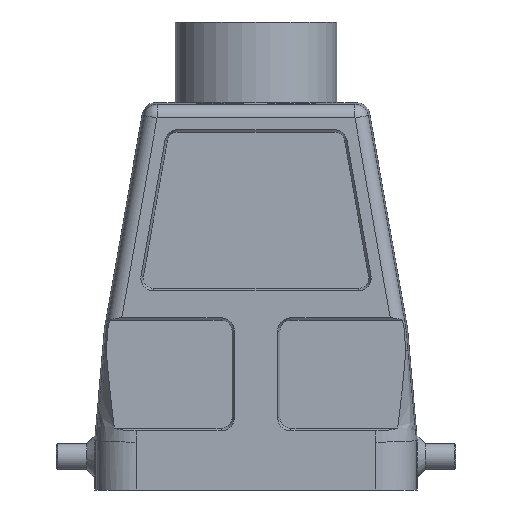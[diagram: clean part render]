
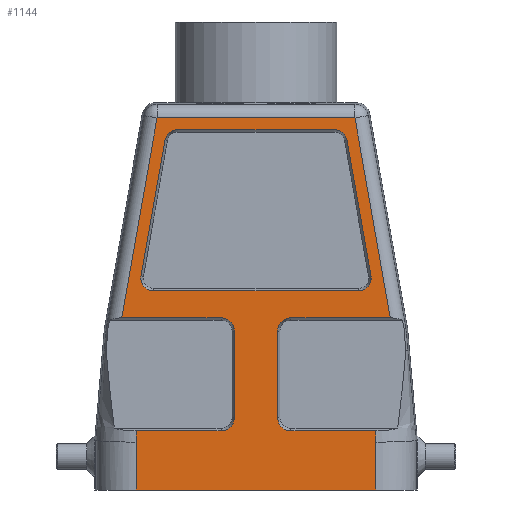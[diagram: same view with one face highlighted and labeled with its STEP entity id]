
A CAD part, front view. The second image highlights one B-rep face of the part: STEP entity #1144.
In plain terms, the highlighted planar face has unit normal (0, -1, 0).
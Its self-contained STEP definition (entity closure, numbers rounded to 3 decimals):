
#717=(
BOUNDED_CURVE()
B_SPLINE_CURVE(3,(#8485,#8486,#8487,#8488,#8489,#8490,#8491),
 .UNSPECIFIED.,.F.,.F.)
B_SPLINE_CURVE_WITH_KNOTS((4,3,4),(0.,0.667,1.),
 .UNSPECIFIED.)
CURVE()
GEOMETRIC_REPRESENTATION_ITEM()
RATIONAL_B_SPLINE_CURVE((1.,1.,1.,1.,1.,1.,1.))
REPRESENTATION_ITEM('')
);
#718=(
BOUNDED_CURVE()
B_SPLINE_CURVE(3,(#8519,#8520,#8521,#8522,#8523,#8524,#8525),
 .UNSPECIFIED.,.F.,.F.)
B_SPLINE_CURVE_WITH_KNOTS((4,3,4),(0.,0.333,1.),
 .UNSPECIFIED.)
CURVE()
GEOMETRIC_REPRESENTATION_ITEM()
RATIONAL_B_SPLINE_CURVE((1.,1.,1.,1.,1.,1.,1.))
REPRESENTATION_ITEM('')
);
#750=PLANE('',#5866);
#946=CIRCLE('',#5858,2.4);
#947=CIRCLE('',#5859,2.4);
#948=CIRCLE('',#5860,2.4);
#949=CIRCLE('',#5861,2.4);
#950=CIRCLE('',#5862,2.5);
#951=CIRCLE('',#5863,2.5);
#952=CIRCLE('',#5864,2.5);
#953=CIRCLE('',#5865,2.5);
#1036=FACE_BOUND('',#1749,.T.);
#1037=FACE_BOUND('',#1750,.T.);
#1144=ADVANCED_FACE('',(#1036,#1037),#750,.F.);
#1749=EDGE_LOOP('',(#3193,#3194,#3195,#3196,#3197,#3198,#3199,#3200));
#1750=EDGE_LOOP('',(#3201,#3202,#3203,#3204,#3205,#3206,#3207,#3208,#3209,
#3210,#3211,#3212,#3213,#3214,#3215,#3216,#3217,#3218));
#2199=LINE('',#8438,#2627);
#2205=LINE('',#8465,#2633);
#2206=LINE('',#8470,#2634);
#2207=LINE('',#8474,#2635);
#2208=LINE('',#8478,#2636);
#2209=LINE('',#8481,#2637);
#2210=LINE('',#8483,#2638);
#2211=LINE('',#8493,#2639);
#2212=LINE('',#8497,#2640);
#2213=LINE('',#8501,#2641);
#2214=LINE('',#8503,#2642);
#2215=LINE('',#8505,#2643);
#2216=LINE('',#8507,#2644);
#2217=LINE('',#8509,#2645);
#2218=LINE('',#8513,#2646);
#2219=LINE('',#8517,#2647);
#2627=VECTOR('',#6449,1.);
#2633=VECTOR('',#6473,1.);
#2634=VECTOR('',#6476,1.);
#2635=VECTOR('',#6479,1.);
#2636=VECTOR('',#6482,1.);
#2637=VECTOR('',#6485,1.);
#2638=VECTOR('',#6486,1.);
#2639=VECTOR('',#6487,1.);
#2640=VECTOR('',#6490,1.);
#2641=VECTOR('',#6493,1.);
#2642=VECTOR('',#6494,1.);
#2643=VECTOR('',#6495,1.);
#2644=VECTOR('',#6496,1.);
#2645=VECTOR('',#6497,1.);
#2646=VECTOR('',#6500,1.);
#2647=VECTOR('',#6503,1.);
#3193=ORIENTED_EDGE('',*,*,#5063,.T.);
#3194=ORIENTED_EDGE('',*,*,#5064,.T.);
#3195=ORIENTED_EDGE('',*,*,#5065,.F.);
#3196=ORIENTED_EDGE('',*,*,#5066,.F.);
#3197=ORIENTED_EDGE('',*,*,#5067,.F.);
#3198=ORIENTED_EDGE('',*,*,#5068,.T.);
#3199=ORIENTED_EDGE('',*,*,#5069,.T.);
#3200=ORIENTED_EDGE('',*,*,#5070,.T.);
#3201=ORIENTED_EDGE('',*,*,#5071,.T.);
#3202=ORIENTED_EDGE('',*,*,#5049,.T.);
#3203=ORIENTED_EDGE('',*,*,#5072,.T.);
#3204=ORIENTED_EDGE('',*,*,#5073,.T.);
#3205=ORIENTED_EDGE('',*,*,#5074,.T.);
#3206=ORIENTED_EDGE('',*,*,#5075,.T.);
#3207=ORIENTED_EDGE('',*,*,#5076,.T.);
#3208=ORIENTED_EDGE('',*,*,#5077,.T.);
#3209=ORIENTED_EDGE('',*,*,#5078,.T.);
#3210=ORIENTED_EDGE('',*,*,#5079,.T.);
#3211=ORIENTED_EDGE('',*,*,#5080,.T.);
#3212=ORIENTED_EDGE('',*,*,#5081,.T.);
#3213=ORIENTED_EDGE('',*,*,#5082,.F.);
#3214=ORIENTED_EDGE('',*,*,#5083,.F.);
#3215=ORIENTED_EDGE('',*,*,#5084,.F.);
#3216=ORIENTED_EDGE('',*,*,#5085,.F.);
#3217=ORIENTED_EDGE('',*,*,#5086,.F.);
#3218=ORIENTED_EDGE('',*,*,#5087,.T.);
#4561=VERTEX_POINT('',#8439);
#4562=VERTEX_POINT('',#8440);
#4573=VERTEX_POINT('',#8466);
#4574=VERTEX_POINT('',#8467);
#4575=VERTEX_POINT('',#8469);
#4576=VERTEX_POINT('',#8471);
#4577=VERTEX_POINT('',#8473);
#4578=VERTEX_POINT('',#8475);
#4579=VERTEX_POINT('',#8477);
#4580=VERTEX_POINT('',#8479);
#4581=VERTEX_POINT('',#8482);
#4582=VERTEX_POINT('',#8484);
#4583=VERTEX_POINT('',#8492);
#4584=VERTEX_POINT('',#8494);
#4585=VERTEX_POINT('',#8496);
#4586=VERTEX_POINT('',#8498);
#4587=VERTEX_POINT('',#8500);
#4588=VERTEX_POINT('',#8502);
#4589=VERTEX_POINT('',#8504);
#4590=VERTEX_POINT('',#8506);
#4591=VERTEX_POINT('',#8508);
#4592=VERTEX_POINT('',#8510);
#4593=VERTEX_POINT('',#8512);
#4594=VERTEX_POINT('',#8514);
#4595=VERTEX_POINT('',#8516);
#4596=VERTEX_POINT('',#8518);
#5049=EDGE_CURVE('',#4561,#4562,#2199,.T.);
#5063=EDGE_CURVE('',#4573,#4574,#2205,.T.);
#5064=EDGE_CURVE('',#4574,#4575,#946,.T.);
#5065=EDGE_CURVE('',#4576,#4575,#2206,.T.);
#5066=EDGE_CURVE('',#4577,#4576,#947,.T.);
#5067=EDGE_CURVE('',#4578,#4577,#2207,.T.);
#5068=EDGE_CURVE('',#4578,#4579,#948,.T.);
#5069=EDGE_CURVE('',#4579,#4580,#2208,.T.);
#5070=EDGE_CURVE('',#4580,#4573,#949,.T.);
#5071=EDGE_CURVE('',#4581,#4561,#2209,.T.);
#5072=EDGE_CURVE('',#4562,#4582,#2210,.T.);
#5073=EDGE_CURVE('',#4582,#4583,#717,.T.);
#5074=EDGE_CURVE('',#4583,#4584,#2211,.T.);
#5075=EDGE_CURVE('',#4584,#4585,#950,.T.);
#5076=EDGE_CURVE('',#4585,#4586,#2212,.T.);
#5077=EDGE_CURVE('',#4586,#4587,#951,.T.);
#5078=EDGE_CURVE('',#4587,#4588,#2213,.T.);
#5079=EDGE_CURVE('',#4588,#4589,#2214,.T.);
#5080=EDGE_CURVE('',#4589,#4590,#2215,.T.);
#5081=EDGE_CURVE('',#4590,#4591,#2216,.T.);
#5082=EDGE_CURVE('',#4592,#4591,#2217,.T.);
#5083=EDGE_CURVE('',#4593,#4592,#952,.T.);
#5084=EDGE_CURVE('',#4594,#4593,#2218,.T.);
#5085=EDGE_CURVE('',#4595,#4594,#953,.T.);
#5086=EDGE_CURVE('',#4596,#4595,#2219,.T.);
#5087=EDGE_CURVE('',#4596,#4581,#718,.T.);
#5858=AXIS2_PLACEMENT_3D('',#8468,#6474,#6475);
#5859=AXIS2_PLACEMENT_3D('',#8472,#6477,#6478);
#5860=AXIS2_PLACEMENT_3D('',#8476,#6480,#6481);
#5861=AXIS2_PLACEMENT_3D('',#8480,#6483,#6484);
#5862=AXIS2_PLACEMENT_3D('',#8495,#6488,#6489);
#5863=AXIS2_PLACEMENT_3D('',#8499,#6491,#6492);
#5864=AXIS2_PLACEMENT_3D('',#8511,#6498,#6499);
#5865=AXIS2_PLACEMENT_3D('',#8515,#6501,#6502);
#5866=AXIS2_PLACEMENT_3D('',#8526,#6504,#6505);
#6449=DIRECTION('',(1.,0.,0.));
#6473=DIRECTION('',(0.174,0.,0.985));
#6474=DIRECTION('',(0.,1.,0.));
#6475=DIRECTION('',(0.,0.,1.));
#6476=DIRECTION('',(-1.,0.,0.));
#6477=DIRECTION('',(0.,-1.,0.));
#6478=DIRECTION('',(0.,0.,1.));
#6479=DIRECTION('',(-0.174,0.,0.985));
#6480=DIRECTION('',(0.,1.,0.));
#6481=DIRECTION('',(0.,0.,1.));
#6482=DIRECTION('',(-1.,0.,0.));
#6483=DIRECTION('',(0.,1.,0.));
#6484=DIRECTION('',(0.,0.,1.));
#6485=DIRECTION('',(0.,0.,-1.));
#6486=DIRECTION('',(0.,0.,1.));
#6487=DIRECTION('',(-1.,0.,0.));
#6488=DIRECTION('',(0.,1.,0.));
#6489=DIRECTION('',(0.,0.,1.));
#6490=DIRECTION('',(0.,0.,1.));
#6491=DIRECTION('',(0.,1.,0.));
#6492=DIRECTION('',(0.,0.,1.));
#6493=DIRECTION('',(1.,0.,0.));
#6494=DIRECTION('',(-0.174,0.,0.985));
#6495=DIRECTION('',(-1.,0.,0.));
#6496=DIRECTION('',(-0.174,0.,-0.985));
#6497=DIRECTION('',(-1.,0.,0.));
#6498=DIRECTION('',(0.,-1.,0.));
#6499=DIRECTION('',(0.,0.,1.));
#6500=DIRECTION('',(0.,0.,1.));
#6501=DIRECTION('',(0.,-1.,0.));
#6502=DIRECTION('',(0.,0.,1.));
#6503=DIRECTION('',(1.,0.,0.));
#6504=DIRECTION('',(0.,1.,0.));
#6505=DIRECTION('',(0.,0.,1.));
#8438=CARTESIAN_POINT('',(-23.214,-21.5,-9.15));
#8439=CARTESIAN_POINT('',(-22.264,-21.5,-9.15));
#8440=CARTESIAN_POINT('',(22.264,-21.5,-9.15));
#8465=CARTESIAN_POINT('',(-21.778,-21.5,28.339));
#8466=CARTESIAN_POINT('',(-21.368,-21.5,30.667));
#8467=CARTESIAN_POINT('',(-16.924,-21.5,55.867));
#8468=CARTESIAN_POINT('',(-14.561,-21.5,55.45));
#8469=CARTESIAN_POINT('',(-14.561,-21.5,57.85));
#8470=CARTESIAN_POINT('',(-23.214,-21.5,57.85));
#8471=CARTESIAN_POINT('',(14.561,-21.5,57.85));
#8472=CARTESIAN_POINT('',(14.561,-21.5,55.45));
#8473=CARTESIAN_POINT('',(16.924,-21.5,55.867));
#8474=CARTESIAN_POINT('',(21.814,-21.5,28.136));
#8475=CARTESIAN_POINT('',(21.368,-21.5,30.667));
#8476=CARTESIAN_POINT('',(19.004,-21.5,30.25));
#8477=CARTESIAN_POINT('',(19.004,-21.5,27.85));
#8478=CARTESIAN_POINT('',(-19.004,-21.5,27.85));
#8479=CARTESIAN_POINT('',(-19.004,-21.5,27.85));
#8480=CARTESIAN_POINT('',(-19.004,-21.5,30.25));
#8481=CARTESIAN_POINT('',(-22.264,-21.5,20.197));
#8482=CARTESIAN_POINT('',(-22.264,-21.5,-0.274));
#8483=CARTESIAN_POINT('',(22.264,-21.5,20.197));
#8484=CARTESIAN_POINT('',(22.264,-21.5,-0.274));
#8485=CARTESIAN_POINT('',(25.901,-21.5,-41.907));
#8486=CARTESIAN_POINT('',(24.698,-21.5,-28.157));
#8487=CARTESIAN_POINT('',(23.495,-21.5,-14.408));
#8488=CARTESIAN_POINT('',(22.292,-21.5,-0.658));
#8489=CARTESIAN_POINT('',(21.691,-21.5,6.214));
#8490=CARTESIAN_POINT('',(26.464,-21.5,13.556));
#8491=CARTESIAN_POINT('',(25.863,-21.5,20.429));
#8492=CARTESIAN_POINT('',(22.291,-21.5,1.85));
#8493=CARTESIAN_POINT('',(-23.214,-21.5,1.85));
#8494=CARTESIAN_POINT('',(6.5,-21.5,1.85));
#8495=CARTESIAN_POINT('',(6.5,-21.5,4.35));
#8496=CARTESIAN_POINT('',(4.,-21.5,4.35));
#8497=CARTESIAN_POINT('',(4.,-21.5,20.197));
#8498=CARTESIAN_POINT('',(4.,-21.5,20.35));
#8499=CARTESIAN_POINT('',(6.5,-21.5,20.35));
#8500=CARTESIAN_POINT('',(6.5,-21.5,22.85));
#8501=CARTESIAN_POINT('',(-23.214,-21.5,22.85));
#8502=CARTESIAN_POINT('',(24.947,-21.5,22.85));
#8503=CARTESIAN_POINT('',(23.949,-21.5,28.513));
#8504=CARTESIAN_POINT('',(18.394,-21.5,60.018));
#8505=CARTESIAN_POINT('',(-23.214,-21.5,60.018));
#8506=CARTESIAN_POINT('',(-18.394,-21.5,60.018));
#8507=CARTESIAN_POINT('',(-25.349,-21.5,20.573));
#8508=CARTESIAN_POINT('',(-24.947,-21.5,22.85));
#8509=CARTESIAN_POINT('',(-23.214,-21.5,22.85));
#8510=CARTESIAN_POINT('',(-6.5,-21.5,22.85));
#8511=CARTESIAN_POINT('',(-6.5,-21.5,20.35));
#8512=CARTESIAN_POINT('',(-4.,-21.5,20.35));
#8513=CARTESIAN_POINT('',(-4.,-21.5,20.197));
#8514=CARTESIAN_POINT('',(-4.,-21.5,4.35));
#8515=CARTESIAN_POINT('',(-6.5,-21.5,4.35));
#8516=CARTESIAN_POINT('',(-6.5,-21.5,1.85));
#8517=CARTESIAN_POINT('',(-23.214,-21.5,1.85));
#8518=CARTESIAN_POINT('',(-22.291,-21.5,1.85));
#8519=CARTESIAN_POINT('',(-25.863,-21.5,20.429));
#8520=CARTESIAN_POINT('',(-26.464,-21.5,13.556));
#8521=CARTESIAN_POINT('',(-21.691,-21.5,6.214));
#8522=CARTESIAN_POINT('',(-22.292,-21.5,-0.658));
#8523=CARTESIAN_POINT('',(-23.495,-21.5,-14.408));
#8524=CARTESIAN_POINT('',(-24.698,-21.5,-28.157));
#8525=CARTESIAN_POINT('',(-25.901,-21.5,-41.907));
#8526=CARTESIAN_POINT('',(-23.214,-21.5,20.197));
